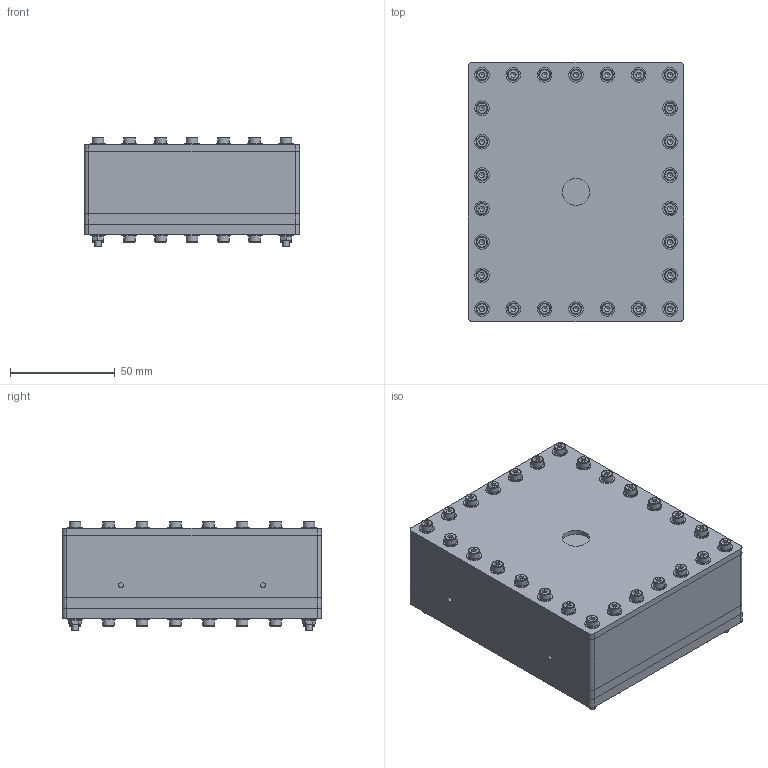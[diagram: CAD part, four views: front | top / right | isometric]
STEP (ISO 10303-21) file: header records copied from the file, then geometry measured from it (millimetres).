
FILE_DESCRIPTION((''),'2;1');
FILE_NAME('Assembly2.stp','2022-12-02T14:52:22',('andre.augusto'),(''),'Autodesk Inventor 2013','Autodesk Inventor 2013','');
FILE_SCHEMA(('AUTOMOTIVE_DESIGN { 1 0 10303 214 1 1 1 1 }'));
Length unit declared in the file: millimetre
Products named in the file (21): Assembly2; cvd; tmp; tmp2; Vidro100x77; Vidro96x67; sup; dummy; Bolted Connection; DIN 912 - replaced by DIN EN ISO 4762 M2,5 x 10; ISO 7380 M3 x 8; DIN 125-1 A A 3,2; ISO 10642 M3 x  16; DIN 934 - replaced by DIN EN 24032/28673/28674 M3; ISO 4762 M3 x 16; ISO 4762 M3 x 10
Assembly tree (138 placements, depth 3):
  Assembly2
    cvd
    tmp  x2
    tmp2
    Vidro100x77
    Vidro96x67
    sup  x4
    dummy  x2
    Bolted Connection
      DIN 912 - replaced by DIN EN ISO 4762 M2,5 x 10  x4
    Bolted Connection
      ISO 7380 M3 x 8  x2
      DIN 125-1 A A 3,2  x2
    Bolted Connection
      ISO 7380 M3 x 8  x2
      DIN 125-1 A A 3,2  x2
    Bolted Connection
      ISO 10642 M3 x  16  x4
      DIN 125-1 A A 3,2  x4
      DIN 934 - replaced by DIN EN 24032/28673/28674 M3  x4
    Bolted Connection
      DIN 125-1 A A 3,2  x22
      ISO 4762 M3 x 16  x22
    Bolted Connection
      DIN 125-1 A A 3,2  x26
      ISO 4762 M3 x 10  x26
Bounding box: 103 x 124 x 52.49 mm (x, y, z)
Volume: 304399 mm3; surface area: 173802.7 mm2
Topology: 132 solids, 132 shells, 1584 faces, 3591 edges, 2339 vertices
Faces by surface type: plane 864, cylinder 452, cone 156, torus 108, bspline 4
Full cylindrical faces by diameter (mm): 2.013 x4, 2.459 x34, 2.5 x4, 2.9 x4, 3 x56, 3.2 x56, 3.4 x4, 3.6 x78, 4.5 x4, 5.5 x50, 5.54 x4, 5.7 x4, 7 x56, 13 x1, 30 x1
Entity records: 12343 total; most frequent: DIRECTION 2162, CARTESIAN_POINT 2044, ORIENTED_EDGE 1578, AXIS2_PLACEMENT_3D 890, EDGE_CURVE 789, EDGE_LOOP 708, VERTEX_POINT 601, VECTOR 382
